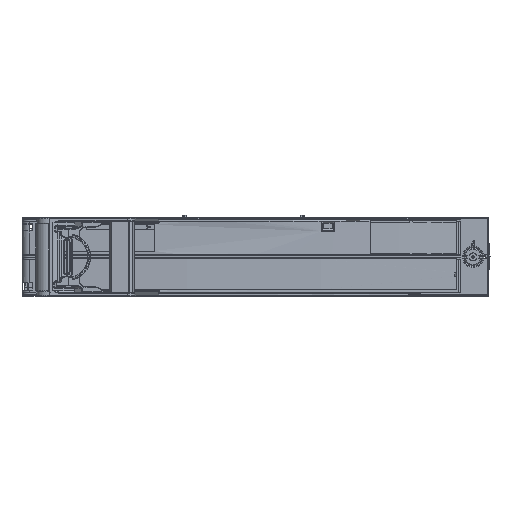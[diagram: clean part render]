
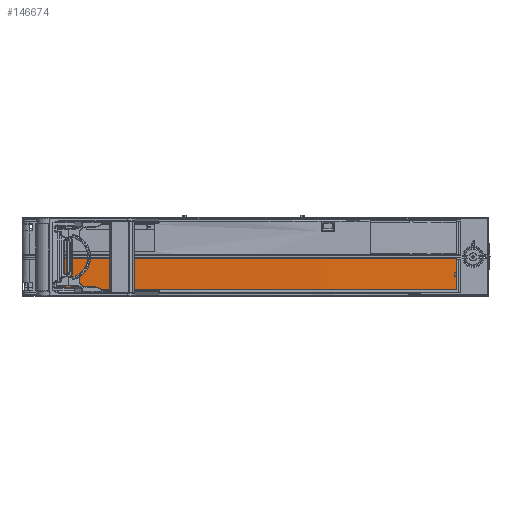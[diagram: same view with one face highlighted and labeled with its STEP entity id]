
A CAD part, top view. The second image highlights one B-rep face of the part: STEP entity #146674.
In plain terms, the highlighted cylindrical face has radius 3856.45 mm (diameter 7712.9 mm), a partial arc.
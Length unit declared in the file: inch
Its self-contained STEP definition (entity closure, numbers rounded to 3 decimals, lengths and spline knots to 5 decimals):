
#146538=DIRECTION('',(0.,1.,0.));
#146539=VECTOR('',#146538,1.48031);
#146540=CARTESIAN_POINT('',(-0.93896,-7.99206,
3.90414));
#146541=LINE('',#146540,#146539);
#146542=CARTESIAN_POINT('',(-0.93896,-6.51175,
3.90414));
#146543=CARTESIAN_POINT('',(-0.93872,-6.50783,
3.90416));
#146544=CARTESIAN_POINT('',(-0.93695,-6.50114,
3.90428));
#146545=CARTESIAN_POINT('',(-0.92958,-6.4939,
3.90477));
#146546=CARTESIAN_POINT('',(-0.92306,-6.49222,
3.9052));
#146547=CARTESIAN_POINT('',(-0.91927,-6.49206,
3.90546));
#146549=CARTESIAN_POINT('',(9.17041,-6.49206,
-147.58767));
#146550=DIRECTION('',(0.,1.,0.));
#146551=DIRECTION('',(-0.066,0.,0.998));
#146552=AXIS2_PLACEMENT_3D('',#146549,#146550,#146551);
#146554=CARTESIAN_POINT('',(19.14941,-6.49206,
3.91279));
#146555=CARTESIAN_POINT('',(19.1533,-6.49229,
3.91253));
#146556=CARTESIAN_POINT('',(19.15996,-6.49406,
3.91209));
#146557=CARTESIAN_POINT('',(19.16716,-6.50143,
3.91162));
#146558=CARTESIAN_POINT('',(19.16891,-6.50795,
3.9115));
#146559=CARTESIAN_POINT('',(19.16912,-6.51175,
3.91149));
#146561=DIRECTION('',(0.,-1.,0.));
#146562=VECTOR('',#146561,0.6524);
#146563=CARTESIAN_POINT('',(19.16912,-6.51175,
3.91149));
#146564=LINE('',#146563,#146562);
#146565=CARTESIAN_POINT('',(9.17041,-7.16415,
-147.58767));
#146566=DIRECTION('',(0.,-1.,0.));
#146567=DIRECTION('',(0.066,0.,0.998));
#146568=AXIS2_PLACEMENT_3D('',#146565,#146566,#146567);
#146570=CARTESIAN_POINT('',(19.11382,-7.16415,
3.91513));
#146571=CARTESIAN_POINT('',(19.10994,-7.1644,
3.91538));
#146572=CARTESIAN_POINT('',(19.10332,-7.16618,
3.91582));
#146573=CARTESIAN_POINT('',(19.09624,-7.17353,
3.91628));
#146574=CARTESIAN_POINT('',(19.09454,-7.17998,
3.91639));
#146575=CARTESIAN_POINT('',(19.09434,-7.18372,
3.9164));
#146577=DIRECTION('',(0.,-1.,0.));
#146578=VECTOR('',#146577,0.14424);
#146579=CARTESIAN_POINT('',(19.09434,-7.18372,
3.9164));
#146580=LINE('',#146579,#146578);
#146581=CARTESIAN_POINT('',(19.09434,-7.32796,
3.9164));
#146582=CARTESIAN_POINT('',(19.09457,-7.33184,
3.91639));
#146583=CARTESIAN_POINT('',(19.09633,-7.33847,
3.91627));
#146584=CARTESIAN_POINT('',(19.1036,-7.34557,
3.9158));
#146585=CARTESIAN_POINT('',(19.11001,-7.34732,
3.91538));
#146586=CARTESIAN_POINT('',(19.11373,-7.34753,
3.91513));
#146588=CARTESIAN_POINT('',(9.17041,-7.34753,
-147.58767));
#146589=DIRECTION('',(0.,1.,0.));
#146590=DIRECTION('',(0.065,0.,0.998));
#146591=AXIS2_PLACEMENT_3D('',#146588,#146589,#146590);
#146593=DIRECTION('',(0.,-1.,0.));
#146594=VECTOR('',#146593,0.64453);
#146595=CARTESIAN_POINT('',(19.16912,-7.34753,
3.91149));
#146596=LINE('',#146595,#146594);
#146597=CARTESIAN_POINT('',(19.16912,-7.99206,
3.91149));
#146598=CARTESIAN_POINT('',(19.1689,-7.99592,
3.9115));
#146599=CARTESIAN_POINT('',(19.16714,-8.00253,
3.91162));
#146600=CARTESIAN_POINT('',(19.15981,-8.00982,
3.9121));
#146601=CARTESIAN_POINT('',(19.15324,-8.01155,
3.91254));
#146602=CARTESIAN_POINT('',(19.14941,-8.01175,
3.91279));
#146604=CARTESIAN_POINT('',(9.17041,-8.01175,
-147.58767));
#146605=DIRECTION('',(0.,-1.,0.));
#146606=DIRECTION('',(0.066,0.,0.998));
#146607=AXIS2_PLACEMENT_3D('',#146604,#146605,#146606);
#146609=CARTESIAN_POINT('',(-0.91927,-8.01175,
3.90546));
#146610=CARTESIAN_POINT('',(-0.92319,-8.01152,
3.9052));
#146611=CARTESIAN_POINT('',(-0.92988,-8.00974,
3.90475));
#146612=CARTESIAN_POINT('',(-0.93712,-8.00237,
3.90427));
#146613=CARTESIAN_POINT('',(-0.9388,-7.99585,
3.90416));
#146614=CARTESIAN_POINT('',(-0.93896,-7.99206,
3.90414));
#146616=CARTESIAN_POINT('',(-0.93896,-7.99206,
3.90414));
#146617=CARTESIAN_POINT('',(-0.93896,-6.51175,
3.90414));
#146618=VERTEX_POINT('',#146616);
#146619=VERTEX_POINT('',#146617);
#146620=VERTEX_POINT('',#146547);
#146621=CARTESIAN_POINT('',(19.14941,-6.49206,
3.91279));
#146622=VERTEX_POINT('',#146621);
#146623=VERTEX_POINT('',#146559);
#146624=CARTESIAN_POINT('',(19.16912,-7.16415,
3.91149));
#146625=VERTEX_POINT('',#146624);
#146626=CARTESIAN_POINT('',(19.11382,-7.16415,
3.91513));
#146627=VERTEX_POINT('',#146626);
#146628=VERTEX_POINT('',#146575);
#146629=CARTESIAN_POINT('',(19.09434,-7.32796,
3.9164));
#146630=VERTEX_POINT('',#146629);
#146631=VERTEX_POINT('',#146586);
#146632=CARTESIAN_POINT('',(19.16912,-7.34753,
3.91149));
#146633=VERTEX_POINT('',#146632);
#146634=CARTESIAN_POINT('',(19.16912,-7.99206,
3.91149));
#146635=VERTEX_POINT('',#146634);
#146636=VERTEX_POINT('',#146602);
#146637=CARTESIAN_POINT('',(-0.91927,-8.01175,
3.90546));
#146638=VERTEX_POINT('',#146637);
#146639=CARTESIAN_POINT('',(9.17041,-8.01175,
-147.58767));
#146640=DIRECTION('',(0.,1.,0.));
#146641=DIRECTION('',(-0.067,0.,0.998));
#146642=AXIS2_PLACEMENT_3D('',#146639,#146640,#146641);
#146643=CYLINDRICAL_SURFACE('',#146642,151.82875);
#146645=ORIENTED_EDGE('',*,*,#146644,.T.);
#146647=ORIENTED_EDGE('',*,*,#146646,.T.);
#146649=ORIENTED_EDGE('',*,*,#146648,.T.);
#146651=ORIENTED_EDGE('',*,*,#146650,.T.);
#146653=ORIENTED_EDGE('',*,*,#146652,.T.);
#146655=ORIENTED_EDGE('',*,*,#146654,.T.);
#146657=ORIENTED_EDGE('',*,*,#146656,.T.);
#146659=ORIENTED_EDGE('',*,*,#146658,.T.);
#146661=ORIENTED_EDGE('',*,*,#146660,.T.);
#146663=ORIENTED_EDGE('',*,*,#146662,.T.);
#146665=ORIENTED_EDGE('',*,*,#146664,.T.);
#146667=ORIENTED_EDGE('',*,*,#146666,.T.);
#146669=ORIENTED_EDGE('',*,*,#146668,.T.);
#146671=ORIENTED_EDGE('',*,*,#146670,.T.);
#146672=EDGE_LOOP('',(#146645,#146647,#146649,#146651,#146653,#146655,#146657,
#146659,#146661,#146663,#146665,#146667,#146669,#146671));
#146673=FACE_OUTER_BOUND('',#146672,.F.);
#146548=B_SPLINE_CURVE_WITH_KNOTS('',3,(#146542,#146543,#146544,#146545,#146546,
#146547),.UNSPECIFIED.,.F.,.F.,(4,1,1,4),(0.,0.33333,
0.66667,1.),.UNSPECIFIED.);
#146553=CIRCLE('',#146552,151.82875);
#146560=B_SPLINE_CURVE_WITH_KNOTS('',3,(#146554,#146555,#146556,#146557,#146558,
#146559),.UNSPECIFIED.,.F.,.F.,(4,1,1,4),(0.,0.33333,
0.66667,1.),.UNSPECIFIED.);
#146569=CIRCLE('',#146568,151.82875);
#146576=B_SPLINE_CURVE_WITH_KNOTS('',3,(#146570,#146571,#146572,#146573,#146574,
#146575),.UNSPECIFIED.,.F.,.F.,(4,1,1,4),(0.,0.33333,
0.66667,1.),.UNSPECIFIED.);
#146587=B_SPLINE_CURVE_WITH_KNOTS('',3,(#146581,#146582,#146583,#146584,#146585,
#146586),.UNSPECIFIED.,.F.,.F.,(4,1,1,4),(0.,0.33333,
0.66667,1.),.UNSPECIFIED.);
#146592=CIRCLE('',#146591,151.82875);
#146603=B_SPLINE_CURVE_WITH_KNOTS('',3,(#146597,#146598,#146599,#146600,#146601,
#146602),.UNSPECIFIED.,.F.,.F.,(4,1,1,4),(0.,0.33333,
0.66667,1.),.UNSPECIFIED.);
#146608=CIRCLE('',#146607,151.82875);
#146615=B_SPLINE_CURVE_WITH_KNOTS('',3,(#146609,#146610,#146611,#146612,#146613,
#146614),.UNSPECIFIED.,.F.,.F.,(4,1,1,4),(0.,0.33333,
0.66667,1.),.UNSPECIFIED.);
#146644=EDGE_CURVE('',#146618,#146619,#146541,.T.);
#146646=EDGE_CURVE('',#146619,#146620,#146548,.T.);
#146648=EDGE_CURVE('',#146620,#146622,#146553,.T.);
#146650=EDGE_CURVE('',#146622,#146623,#146560,.T.);
#146652=EDGE_CURVE('',#146623,#146625,#146564,.T.);
#146654=EDGE_CURVE('',#146625,#146627,#146569,.T.);
#146656=EDGE_CURVE('',#146627,#146628,#146576,.T.);
#146658=EDGE_CURVE('',#146628,#146630,#146580,.T.);
#146660=EDGE_CURVE('',#146630,#146631,#146587,.T.);
#146662=EDGE_CURVE('',#146631,#146633,#146592,.T.);
#146664=EDGE_CURVE('',#146633,#146635,#146596,.T.);
#146666=EDGE_CURVE('',#146635,#146636,#146603,.T.);
#146668=EDGE_CURVE('',#146636,#146638,#146608,.T.);
#146670=EDGE_CURVE('',#146638,#146618,#146615,.T.);
#146674=ADVANCED_FACE('',(#146673),#146643,.T.);
